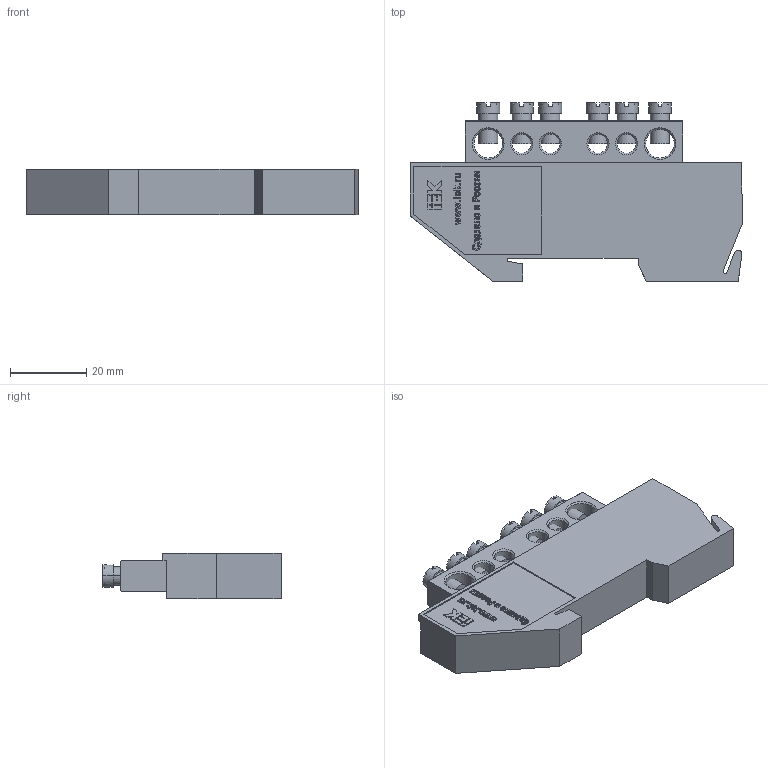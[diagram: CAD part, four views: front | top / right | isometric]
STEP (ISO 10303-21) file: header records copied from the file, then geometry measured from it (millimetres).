
FILE_DESCRIPTION (( 'STEP AP214' ), '1' );
FILE_NAME ('YNN10-812-6D-K05 Øèíà ÐÅ çåìëÿ íà DIN-èçîë ØÍÈ-8õ12-6-Ä-Æ ÈÝÊ.STEP', '2016-08-18T13:08:18', ( 'user' ), ( '' ), 'SwSTEP 2.0', 'SolidWorks 2014', '' );
FILE_SCHEMA (( 'AUTOMOTIVE_DESIGN' ));
Length unit declared in the file: millimetre
Products named in the file (4): Øèíà ÂõÍ n-1_8å12 6-1; Èçîëÿòîð DIN æ¸ëòûé_€ƒˆ… 701.001.003; YNN10-812-6D-K05 Øèíà ÐÅ çåìëÿ íà DIN-èçîë ØÍÈ-8õ12-6-Ä-Æ ÈÝÊ; Âèíò_Œ5
Assembly tree (8 placements, depth 2):
  YNN10-812-6D-K05 Øèíà ÐÅ çåìëÿ íà DIN-èçîë ØÍÈ-8õ12-6-Ä-Æ ÈÝÊ
    Èçîëÿòîð DIN æ¸ëòûé_€ƒˆ… 701.001.003
    Øèíà ÂõÍ n-1_8å12 6-1
    Âèíò_Œ5  x6
Bounding box: 87 x 46.7 x 12 mm (x, y, z)
Volume: 31606.5 mm3; surface area: 12376.8 mm2
Topology: 8 solids, 8 shells, 693 faces, 1835 edges, 1204 vertices
Faces by surface type: plane 480, bspline 108, cylinder 53, cone 52
Entity records: 25348 total; most frequent: CARTESIAN_POINT 9324, ORIENTED_EDGE 2586, DIRECTION 1961, EDGE_CURVE 1293, LINE 925, VECTOR 925, VERTEX_POINT 849, EDGE_LOOP 562
